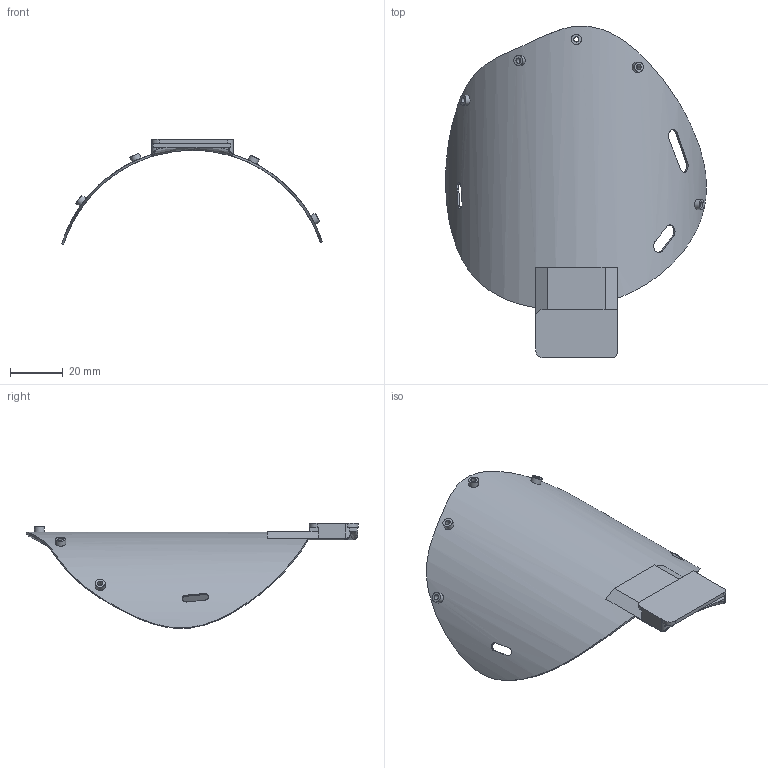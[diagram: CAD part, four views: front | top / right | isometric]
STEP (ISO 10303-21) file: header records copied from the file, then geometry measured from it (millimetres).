
FILE_DESCRIPTION(/* description */ ('STEP AP242','CAx-IF Rec.Pracs.---Representation and Presentation of Product Manufacturing Information (PMI)---4.0---2014-10-13','CAx-IF Rec.Pracs.---3D Tessellated Geometry---0.4---2014-09-14','2;1'),/* implementation_level */ '2;1');
FILE_NAME(/* name */ '679b46afc1887e23fdd07f7c',/* time_stamp */ '2025-01-30T09:30:25Z',/* author */ (''),/* organization */ (''),/* preprocessor_version */ 'ST-DEVELOPER v20',/* originating_system */ 'ONSHAPE BY PTC INC, 1.192',/* authorisation */ ' ');
FILE_SCHEMA (('AP242_MANAGED_MODEL_BASED_3D_ENGINEERING_MIM_LF { 1 0 10303 442 1 1 4 }'));
Length unit declared in the file: metre
Products named in the file (1): Leftie
Bounding box: 99.05 x 126.11 x 39.91 mm (x, y, z)
Volume: 10861.8 mm3; surface area: 22138.1 mm2
Topology: 1 solids, 1 shells, 60 faces, 163 edges, 109 vertices
Faces by surface type: cylinder 29, plane 23, bspline 8
Full cylindrical faces by diameter (mm): 2 x5, 3.8 x5
Entity records: 3015 total; most frequent: CARTESIAN_POINT 1627, ORIENTED_EDGE 294, DIRECTION 228, EDGE_CURVE 147, VERTEX_POINT 104, EDGE_LOOP 91, FACE_BOUND 91, AXIS2_PLACEMENT_3D 83
